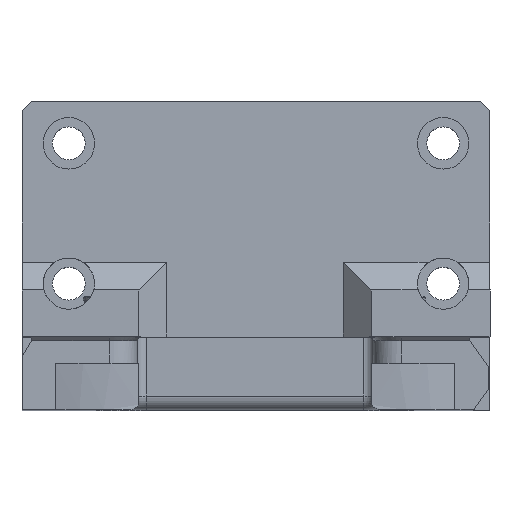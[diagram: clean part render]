
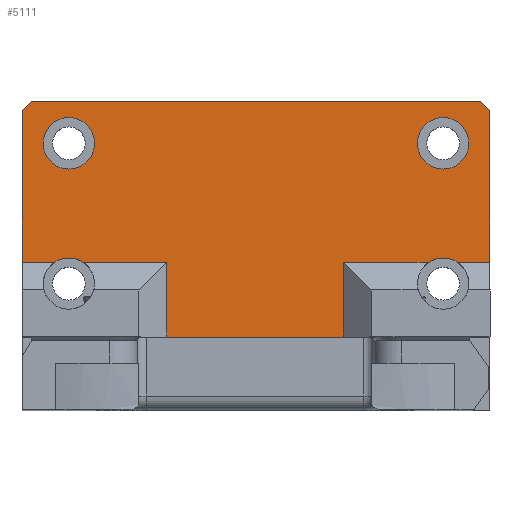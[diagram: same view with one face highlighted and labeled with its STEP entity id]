
A CAD part, top view. The second image highlights one B-rep face of the part: STEP entity #5111.
In plain terms, the highlighted planar face has unit normal (0, 0, 1).
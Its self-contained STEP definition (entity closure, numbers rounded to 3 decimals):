
#94=FACE_BOUND('',#1709,.T.);
#95=FACE_BOUND('',#1710,.T.);
#113=PLANE('',#5488);
#818=LINE('',#17499,#1041);
#821=LINE('',#17507,#1044);
#822=LINE('',#17509,#1045);
#823=LINE('',#17511,#1046);
#824=LINE('',#17513,#1047);
#825=LINE('',#17515,#1048);
#826=LINE('',#17519,#1049);
#827=LINE('',#17521,#1050);
#828=LINE('',#17523,#1051);
#829=LINE('',#17525,#1052);
#830=LINE('',#17527,#1053);
#831=LINE('',#17528,#1054);
#1041=VECTOR('',#6202,10.);
#1044=VECTOR('',#6209,10.);
#1045=VECTOR('',#6210,10.);
#1046=VECTOR('',#6211,10.);
#1047=VECTOR('',#6212,10.);
#1048=VECTOR('',#6213,10.);
#1049=VECTOR('',#6216,10.);
#1050=VECTOR('',#6217,10.);
#1051=VECTOR('',#6218,10.);
#1052=VECTOR('',#6219,10.);
#1053=VECTOR('',#6220,10.);
#1054=VECTOR('',#6221,10.);
#1417=FACE_OUTER_BOUND('',#1708,.T.);
#1708=EDGE_LOOP('',(#4403,#4404,#4405,#4406,#4407,#4408,#4409,#4410,#4411,
#4412,#4413,#4414,#4415,#4416));
#1709=EDGE_LOOP('',(#4417));
#1710=EDGE_LOOP('',(#4418));
#1915=CIRCLE('',#5489,2.75);
#1916=CIRCLE('',#5490,2.75);
#1917=CIRCLE('',#5491,2.75);
#1918=CIRCLE('',#5492,2.75);
#2340=VERTEX_POINT('',#17496);
#2341=VERTEX_POINT('',#17498);
#2343=VERTEX_POINT('',#17504);
#2344=VERTEX_POINT('',#17506);
#2345=VERTEX_POINT('',#17508);
#2346=VERTEX_POINT('',#17510);
#2347=VERTEX_POINT('',#17512);
#2348=VERTEX_POINT('',#17514);
#2349=VERTEX_POINT('',#17516);
#2350=VERTEX_POINT('',#17518);
#2351=VERTEX_POINT('',#17520);
#2352=VERTEX_POINT('',#17522);
#2353=VERTEX_POINT('',#17524);
#2354=VERTEX_POINT('',#17526);
#2355=VERTEX_POINT('',#17529);
#2356=VERTEX_POINT('',#17531);
#3055=EDGE_CURVE('',#2340,#2341,#818,.T.);
#3058=EDGE_CURVE('',#2340,#2343,#1915,.T.);
#3059=EDGE_CURVE('',#2344,#2343,#821,.T.);
#3060=EDGE_CURVE('',#2345,#2344,#822,.T.);
#3061=EDGE_CURVE('',#2345,#2346,#823,.T.);
#3062=EDGE_CURVE('',#2347,#2346,#824,.T.);
#3063=EDGE_CURVE('',#2348,#2347,#825,.T.);
#3064=EDGE_CURVE('',#2348,#2349,#1916,.T.);
#3065=EDGE_CURVE('',#2350,#2349,#826,.T.);
#3066=EDGE_CURVE('',#2350,#2351,#827,.T.);
#3067=EDGE_CURVE('',#2351,#2352,#828,.T.);
#3068=EDGE_CURVE('',#2352,#2353,#829,.T.);
#3069=EDGE_CURVE('',#2353,#2354,#830,.T.);
#3070=EDGE_CURVE('',#2354,#2341,#831,.T.);
#3071=EDGE_CURVE('',#2355,#2355,#1917,.T.);
#3072=EDGE_CURVE('',#2356,#2356,#1918,.T.);
#4403=ORIENTED_EDGE('',*,*,#3055,.F.);
#4404=ORIENTED_EDGE('',*,*,#3058,.T.);
#4405=ORIENTED_EDGE('',*,*,#3059,.F.);
#4406=ORIENTED_EDGE('',*,*,#3060,.F.);
#4407=ORIENTED_EDGE('',*,*,#3061,.T.);
#4408=ORIENTED_EDGE('',*,*,#3062,.F.);
#4409=ORIENTED_EDGE('',*,*,#3063,.F.);
#4410=ORIENTED_EDGE('',*,*,#3064,.T.);
#4411=ORIENTED_EDGE('',*,*,#3065,.F.);
#4412=ORIENTED_EDGE('',*,*,#3066,.T.);
#4413=ORIENTED_EDGE('',*,*,#3067,.T.);
#4414=ORIENTED_EDGE('',*,*,#3068,.T.);
#4415=ORIENTED_EDGE('',*,*,#3069,.T.);
#4416=ORIENTED_EDGE('',*,*,#3070,.T.);
#4417=ORIENTED_EDGE('',*,*,#3071,.T.);
#4418=ORIENTED_EDGE('',*,*,#3072,.T.);
#5111=ADVANCED_FACE('',(#1417,#94,#95),#113,.T.);
#5488=AXIS2_PLACEMENT_3D('',#17503,#6205,#6206);
#5489=AXIS2_PLACEMENT_3D('',#17505,#6207,#6208);
#5490=AXIS2_PLACEMENT_3D('',#17517,#6214,#6215);
#5491=AXIS2_PLACEMENT_3D('',#17530,#6222,#6223);
#5492=AXIS2_PLACEMENT_3D('',#17532,#6224,#6225);
#6202=DIRECTION('',(-1.,0.,0.));
#6205=DIRECTION('center_axis',(0.,0.,1.));
#6206=DIRECTION('ref_axis',(-1.,0.,0.));
#6207=DIRECTION('center_axis',(0.,0.,-1.));
#6208=DIRECTION('ref_axis',(-1.,0.,0.));
#6209=DIRECTION('',(-1.,0.,0.));
#6210=DIRECTION('',(0.,1.,0.));
#6211=DIRECTION('',(1.,0.,0.));
#6212=DIRECTION('',(0.,-1.,0.));
#6213=DIRECTION('',(-1.,0.,0.));
#6214=DIRECTION('center_axis',(0.,0.,-1.));
#6215=DIRECTION('ref_axis',(-1.,0.,0.));
#6216=DIRECTION('',(-1.,0.,0.));
#6217=DIRECTION('',(0.,1.,0.));
#6218=DIRECTION('',(-0.707,0.707,0.));
#6219=DIRECTION('',(-1.,0.,0.));
#6220=DIRECTION('',(-0.707,-0.707,0.));
#6221=DIRECTION('',(0.,-1.,0.));
#6222=DIRECTION('center_axis',(0.,0.,-1.));
#6223=DIRECTION('ref_axis',(-1.,0.,0.));
#6224=DIRECTION('center_axis',(0.,0.,-1.));
#6225=DIRECTION('ref_axis',(-1.,0.,0.));
#17496=CARTESIAN_POINT('',(-41.958,4.8,-75.));
#17498=CARTESIAN_POINT('',(-45.451,4.8,-75.));
#17499=CARTESIAN_POINT('',(-31.781,4.8,-75.));
#17503=CARTESIAN_POINT('Origin',(-20.451,5.5,-75.));
#17504=CARTESIAN_POINT('',(-38.944,4.8,-75.));
#17505=CARTESIAN_POINT('Origin',(-40.451,2.5,-75.));
#17506=CARTESIAN_POINT('',(-29.962,4.8,-75.));
#17507=CARTESIAN_POINT('',(-26.707,4.8,-75.));
#17508=CARTESIAN_POINT('',(-29.962,-3.2,-75.));
#17509=CARTESIAN_POINT('',(-29.962,1.15,-75.));
#17510=CARTESIAN_POINT('',(-11.117,-3.2,-75.));
#17511=CARTESIAN_POINT('',(-20.495,-3.2,-75.));
#17512=CARTESIAN_POINT('',(-11.117,4.8,-75.));
#17513=CARTESIAN_POINT('',(-11.117,3.65,-75.));
#17514=CARTESIAN_POINT('',(-1.958,4.8,-75.));
#17515=CARTESIAN_POINT('',(-11.781,4.8,-75.));
#17516=CARTESIAN_POINT('',(1.056,4.8,-75.));
#17517=CARTESIAN_POINT('Origin',(-0.451,2.5,-75.));
#17518=CARTESIAN_POINT('',(4.549,4.8,-75.));
#17519=CARTESIAN_POINT('',(-7.951,4.8,-75.));
#17520=CARTESIAN_POINT('',(4.549,21.,-75.));
#17521=CARTESIAN_POINT('',(4.549,-5.,-75.));
#17522=CARTESIAN_POINT('',(3.549,22.,-75.));
#17523=CARTESIAN_POINT('',(4.549,21.,-75.));
#17524=CARTESIAN_POINT('',(-44.451,22.,-75.));
#17525=CARTESIAN_POINT('',(3.549,22.,-75.));
#17526=CARTESIAN_POINT('',(-45.451,21.,-75.));
#17527=CARTESIAN_POINT('',(-44.451,22.,-75.));
#17528=CARTESIAN_POINT('',(-45.451,21.,-75.));
#17529=CARTESIAN_POINT('',(-37.701,17.5,-75.));
#17530=CARTESIAN_POINT('Origin',(-40.451,17.5,-75.));
#17531=CARTESIAN_POINT('',(2.299,17.5,-75.));
#17532=CARTESIAN_POINT('Origin',(-0.451,17.5,-75.));
